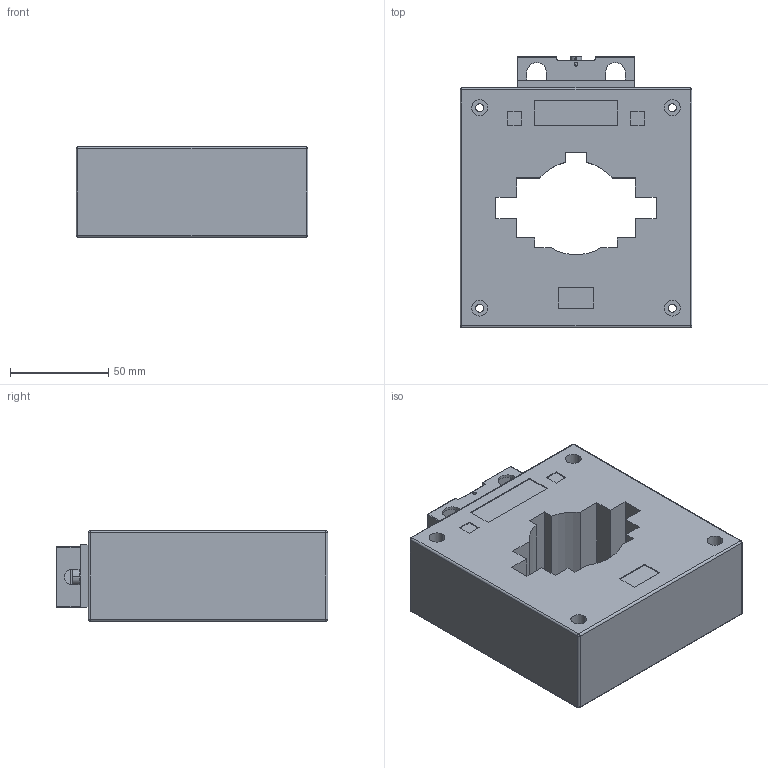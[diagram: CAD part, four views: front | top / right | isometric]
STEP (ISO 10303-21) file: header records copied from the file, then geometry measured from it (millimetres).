
FILE_DESCRIPTION((''),'2;1');
FILE_NAME('BH-0_66_80_2020_10__ASM','2020-10-22T',('xhbo'),(''),'PRO/ENGINEER BY PARAMETRIC TECHNOLOGY CORPORATION, 2012130','PRO/ENGINEER BY PARAMETRIC TECHNOLOGY CORPORATION, 2012130','');
FILE_SCHEMA(('CONFIG_CONTROL_DESIGN'));
Length unit declared in the file: millimetre
Products named in the file (5): BH-0_66_80_-919; PRODUCT_1123; PRODUCT_1110; BH-0_66_80_-917_ASM; BH-0_66_80_2020_10__ASM
Assembly tree (4 placements, depth 3):
  BH-0_66_80_2020_10__ASM
    BH-0_66_80_-917_ASM
      BH-0_66_80_-919
      PRODUCT_1123
      PRODUCT_1110
Bounding box: 118 x 138.3 x 46 mm (x, y, z)
Volume: 546223.5 mm3; surface area: 69886.7 mm2
Topology: 3 solids, 3 shells, 1187 faces, 3147 edges, 2072 vertices
Faces by surface type: plane 673, extrusion 411, cylinder 83, sphere 14, torus 6
Entity records: 55265 total; most frequent: CARTESIAN_POINT 27181, ORIENTED_EDGE 6266, DIRECTION 4446, EDGE_CURVE 3133, VECTOR 2538, LINE 2127, VERTEX_POINT 2072, EDGE_LOOP 1323
